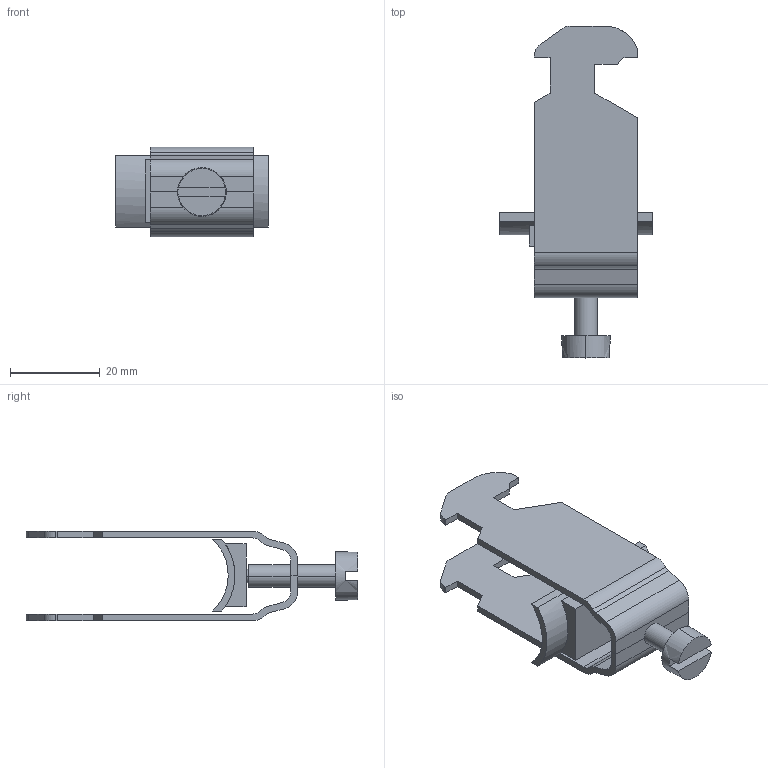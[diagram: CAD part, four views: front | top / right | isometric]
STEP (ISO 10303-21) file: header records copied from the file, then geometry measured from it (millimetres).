
FILE_DESCRIPTION(/* description */ (''),/* implementation_level */ '2;1');
FILE_NAME(/* name */ '1161164',/* time_stamp */ '2015-05-19T13:59:37+02:00',/* author */ (''),/* organization */ (''),/* preprocessor_version */ 'ST-DEVELOPER v15',/* originating_system */ '',/* authorisation */ '');
FILE_SCHEMA (('CONFIG_CONTROL_DESIGN'));
Length unit declared in the file: millimetre
Products named in the file (2): Document; Block 01
Assembly tree (1 placements, depth 2):
  Document
    Block 01
Bounding box: 34 x 74.09 x 20 mm (x, y, z)
Volume: 6638.4 mm3; surface area: 8305.9 mm2
Topology: 3 solids, 3 shells, 85 faces, 226 edges, 148 vertices
Faces by surface type: plane 57, bspline 28
Entity records: 2885 total; most frequent: CARTESIAN_POINT 1275, ORIENTED_EDGE 452, EDGE_CURVE 226, B_SPLINE_CURVE_WITH_KNOTS 164, VERTEX_POINT 148, EDGE_LOOP 88, ADVANCED_FACE 85, FACE_OUTER_BOUND 85
